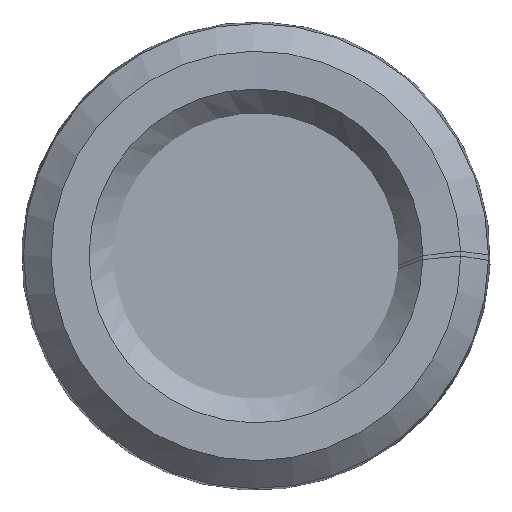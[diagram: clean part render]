
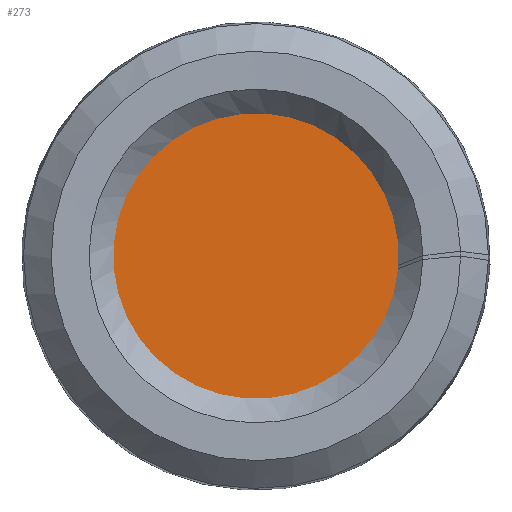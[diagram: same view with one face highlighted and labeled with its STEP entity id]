
A CAD part, top view. The second image highlights one B-rep face of the part: STEP entity #273.
In plain terms, the highlighted planar face has unit normal (0, 0, 1).
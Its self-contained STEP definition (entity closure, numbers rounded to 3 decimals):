
#118=PLANE('',#649);
#273=ADVANCED_FACE('',(#321),#118,.F.);
#321=FACE_OUTER_BOUND('',#345,.T.);
#345=EDGE_LOOP('',(#479));
#393=CIRCLE('',#647,31.43);
#479=ORIENTED_EDGE('',*,*,#577,.T.);
#527=VERTEX_POINT('',#1023);
#577=EDGE_CURVE('',#527,#527,#393,.T.);
#647=AXIS2_PLACEMENT_3D('',#1022,#733,#734);
#649=AXIS2_PLACEMENT_3D('',#1043,#738,#739);
#733=DIRECTION('',(0.,0.,1.));
#734=DIRECTION('',(1.,0.,0.));
#738=DIRECTION('',(0.,0.,-1.));
#739=DIRECTION('',(-1.,0.,0.));
#1022=CARTESIAN_POINT('',(0.,0.,-5.));
#1023=CARTESIAN_POINT('',(31.43,0.,-5.));
#1043=CARTESIAN_POINT('',(-12.5,0.,-5.));
